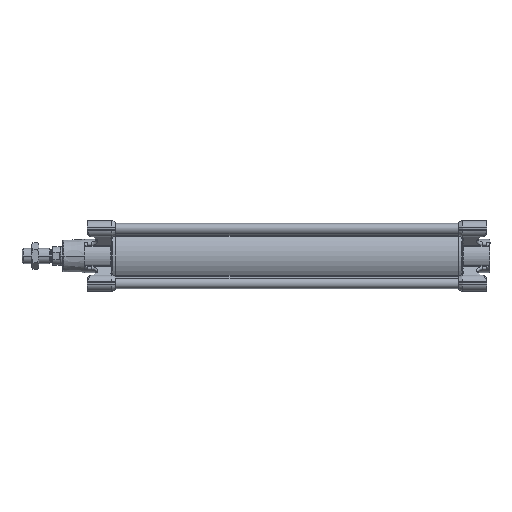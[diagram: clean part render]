
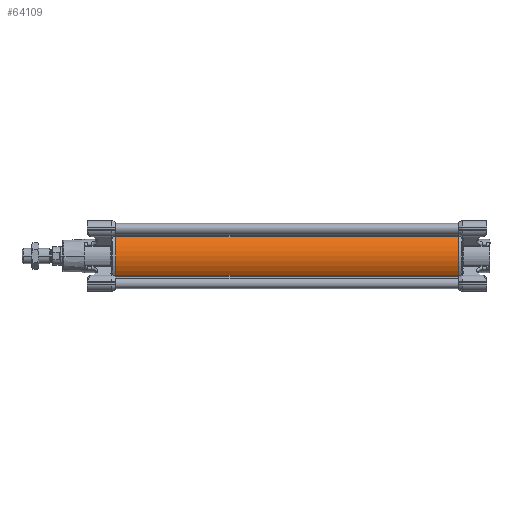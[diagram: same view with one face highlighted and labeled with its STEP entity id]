
A CAD part, left-side view. The second image highlights one B-rep face of the part: STEP entity #64109.
In plain terms, the highlighted cylindrical face has radius 42.5 mm (diameter 85 mm), a partial arc.
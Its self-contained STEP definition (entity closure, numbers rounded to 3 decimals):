
#1850 = VERTEX_POINT ( 'NONE', #4766 ) ;
#4766 = CARTESIAN_POINT ( 'NONE',  ( -34.081, 490., 25.391 ) ) ;
#5334 = AXIS2_PLACEMENT_3D ( 'NONE', #111910, #39176, #114288 ) ;
#11165 = DIRECTION ( 'NONE',  ( 0., 1., 0. ) ) ;
#20117 = CYLINDRICAL_SURFACE ( 'NONE', #44425, 42.5 ) ;
#28976 = ORIENTED_EDGE ( 'NONE', *, *, #78263, .T. ) ;
#30949 = LINE ( 'NONE', #93452, #115816 ) ;
#32187 = CIRCLE ( 'NONE', #5334, 42.5 ) ;
#32695 = DIRECTION ( 'NONE',  ( 0., 0., -1. ) ) ;
#32943 = CIRCLE ( 'NONE', #61775, 42.5 ) ;
#36911 = EDGE_CURVE ( 'NONE', #73717, #64206, #32187, .T. ) ;
#37321 = EDGE_LOOP ( 'NONE', ( #68860, #96772, #45966, #28976 ) ) ;
#39176 = DIRECTION ( 'NONE',  ( 0., -1., 0. ) ) ;
#44241 = VERTEX_POINT ( 'NONE', #83983 ) ;
#44425 = AXIS2_PLACEMENT_3D ( 'NONE', #56806, #91630, #92218 ) ;
#45966 = ORIENTED_EDGE ( 'NONE', *, *, #36911, .F. ) ;
#53246 = VECTOR ( 'NONE', #66931, 1000. ) ;
#55101 = EDGE_CURVE ( 'NONE', #64206, #44241, #103559, .T. ) ;
#56806 = CARTESIAN_POINT ( 'NONE',  ( 0., 438., 0. ) ) ;
#59765 = CARTESIAN_POINT ( 'NONE',  ( -34.081, 38., -25.391 ) ) ;
#61775 = AXIS2_PLACEMENT_3D ( 'NONE', #98129, #89697, #32695 ) ;
#64109 = ADVANCED_FACE ( 'NONE', ( #116379 ), #20117, .T. ) ;
#64206 = VERTEX_POINT ( 'NONE', #59765 ) ;
#66931 = DIRECTION ( 'NONE',  ( 0., 1., 0. ) ) ;
#68860 = ORIENTED_EDGE ( 'NONE', *, *, #100450, .T. ) ;
#73717 = VERTEX_POINT ( 'NONE', #101909 ) ;
#78263 = EDGE_CURVE ( 'NONE', #73717, #1850, #30949, .T. ) ;
#83983 = CARTESIAN_POINT ( 'NONE',  ( -34.081, 490., -25.391 ) ) ;
#89697 = DIRECTION ( 'NONE',  ( 0., -1., 0. ) ) ;
#91630 = DIRECTION ( 'NONE',  ( 0., 1., 0. ) ) ;
#92218 = DIRECTION ( 'NONE',  ( 0., 0., 1. ) ) ;
#93452 = CARTESIAN_POINT ( 'NONE',  ( -34.081, 438., 25.391 ) ) ;
#96772 = ORIENTED_EDGE ( 'NONE', *, *, #55101, .F. ) ;
#98129 = CARTESIAN_POINT ( 'NONE',  ( 0., 490., 0. ) ) ;
#100450 = EDGE_CURVE ( 'NONE', #1850, #44241, #32943, .T. ) ;
#101909 = CARTESIAN_POINT ( 'NONE',  ( -34.081, 38., 25.391 ) ) ;
#103559 = LINE ( 'NONE', #113764, #53246 ) ;
#111910 = CARTESIAN_POINT ( 'NONE',  ( 0., 38., 0. ) ) ;
#113764 = CARTESIAN_POINT ( 'NONE',  ( -34.081, 438., -25.391 ) ) ;
#114288 = DIRECTION ( 'NONE',  ( 0., 0., -1. ) ) ;
#115816 = VECTOR ( 'NONE', #11165, 1000. ) ;
#116379 = FACE_OUTER_BOUND ( 'NONE', #37321, .T. ) ;
